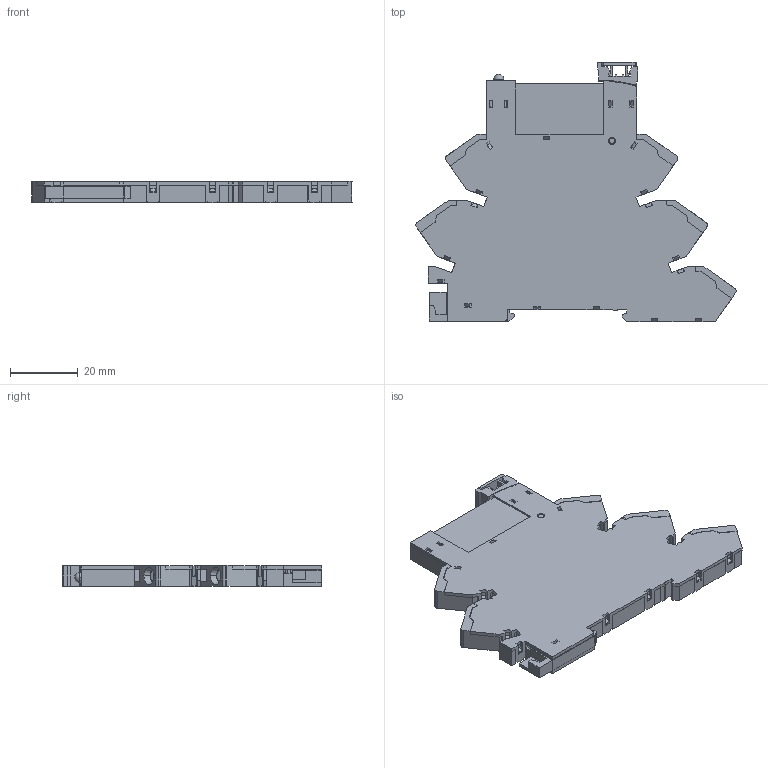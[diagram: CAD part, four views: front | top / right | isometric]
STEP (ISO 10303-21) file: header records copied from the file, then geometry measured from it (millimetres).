
FILE_DESCRIPTION (( 'STEP AP203' ), '1' );
FILE_NAME ('35_HF41F XX-ZS+41F-1Z-C4-X+41F-M.STEP', '2024-12-16T19:45:55', ( '' ), ( '' ), 'SwSTEP 2.0', 'SolidWorks 2022', '' );
FILE_SCHEMA (( 'CONFIG_CONTROL_DESIGN' ));
Products named in the file (1): 35_HF41F XX-ZS+41F-1Z-C4-X+41F-M
Bounding box: 94.7 x 76.76 x 6.3 mm (x, y, z)
Volume: 26531 mm3; surface area: 27410.5 mm2
Topology: 17 solids, 17 shells, 2286 faces, 6078 edges, 3843 vertices
Faces by surface type: plane 1987, cylinder 257, cone 29, bspline 8, torus 4, sphere 1
Entity records: 72740 total; most frequent: CARTESIAN_POINT 15831, ORIENTED_EDGE 12152, DIRECTION 11032, EDGE_CURVE 6076, VECTOR 5420, LINE 5420, VERTEX_POINT 3842, AXIS2_PLACEMENT_3D 2806
